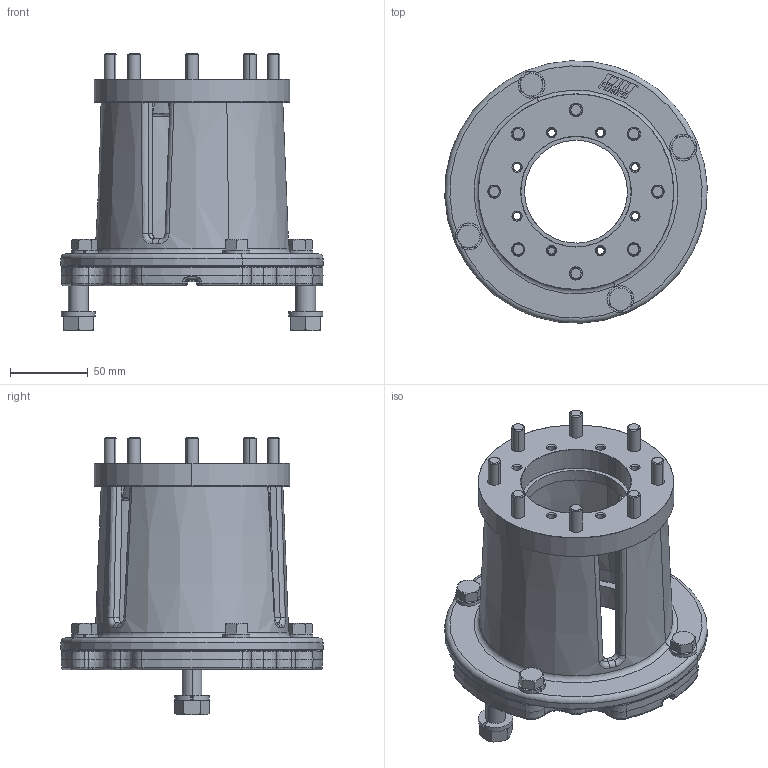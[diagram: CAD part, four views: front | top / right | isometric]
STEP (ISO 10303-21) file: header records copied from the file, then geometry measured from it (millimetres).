
FILE_DESCRIPTION (( 'STEP AP203' ), '1' );
FILE_NAME ('76SAEB2.15FR.STEP', '2019-08-15T12:00:55', ( 'IT' ), ( 'Microsoft' ), 'SwSTEP 2.0', 'SolidWorks 2019', '' );
FILE_SCHEMA (( 'CONFIG_CONTROL_DESIGN' ));
Length unit declared in the file: inch
Products named in the file (1): 76SAEB2.15FR
Bounding box: 168.5 x 168.5 x 178.34 mm (x, y, z)
Surface area: 183763.9 mm2 (no closed solid volume)
Topology: 0 solids, 55 shells, 1028 faces, 2854 edges, 1876 vertices
Faces by surface type: cone 292, plane 278, torus 251, cylinder 147, bspline 56, sphere 4
Entity records: 38948 total; most frequent: CARTESIAN_POINT 12602, DIRECTION 5848, ORIENTED_EDGE 5031, EDGE_CURVE 2854, AXIS2_PLACEMENT_3D 2418, VERTEX_POINT 1876, CIRCLE 1445, EDGE_LOOP 1147
